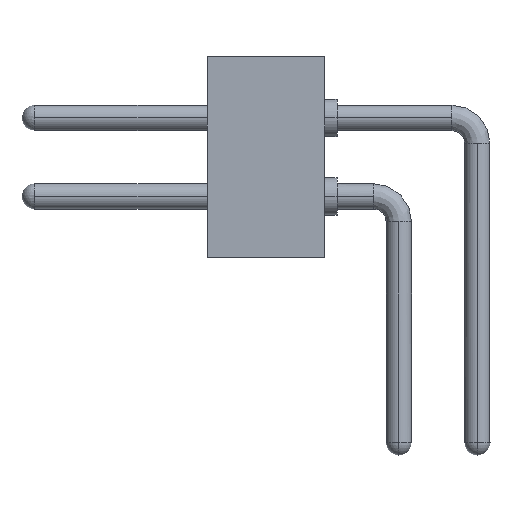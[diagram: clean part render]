
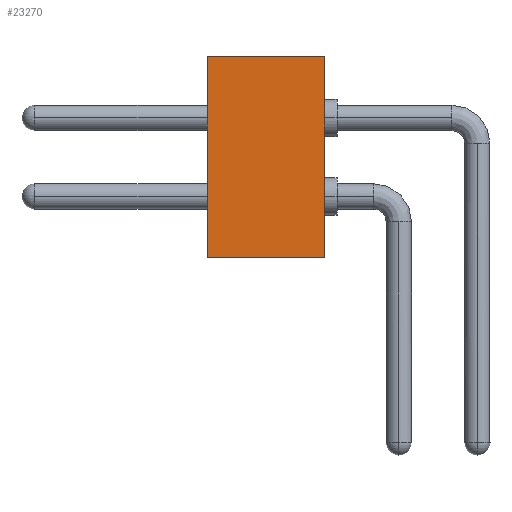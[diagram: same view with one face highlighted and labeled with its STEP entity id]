
A CAD part, left-side view. The second image highlights one B-rep face of the part: STEP entity #23270.
In plain terms, the highlighted planar face has unit normal (-1, 0, 0).
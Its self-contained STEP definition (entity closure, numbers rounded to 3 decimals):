
#23128=CARTESIAN_POINT('',(-16.08,3.735,3.25));
#23129=VERTEX_POINT('',#23128);
#23130=CARTESIAN_POINT('',(-16.08,1.835,3.25));
#23131=VERTEX_POINT('',#23130);
#23132=CARTESIAN_POINT('',(-16.08,3.735,3.25));
#23133=DIRECTION('',(0.0,-1.0,0.0));
#23134=VECTOR('',#23133,1.9);
#23135=LINE('',#23132,#23134);
#23136=EDGE_CURVE('',#23129,#23131,#23135,.T.);
#23168=CARTESIAN_POINT('',(-16.08,1.835,0.0));
#23169=VERTEX_POINT('',#23168);
#23170=CARTESIAN_POINT('',(-16.08,3.735,0.0));
#23171=VERTEX_POINT('',#23170);
#23172=CARTESIAN_POINT('',(-16.08,1.835,0.0));
#23173=DIRECTION('',(0.0,1.0,0.0));
#23174=VECTOR('',#23173,1.9);
#23175=LINE('',#23172,#23174);
#23176=EDGE_CURVE('',#23169,#23171,#23175,.T.);
#23215=CARTESIAN_POINT('',(-16.08,3.735,3.25));
#23216=DIRECTION('',(0.0,0.0,-1.0));
#23217=VECTOR('',#23216,3.25);
#23218=LINE('',#23215,#23217);
#23219=EDGE_CURVE('',#23129,#23171,#23218,.T.);
#23247=CARTESIAN_POINT('',(-16.08,1.835,3.25));
#23248=DIRECTION('',(0.0,0.0,-1.0));
#23249=VECTOR('',#23248,3.25);
#23250=LINE('',#23247,#23249);
#23251=EDGE_CURVE('',#23131,#23169,#23250,.T.);
#23259=CARTESIAN_POINT('',(-16.08,2.785,1.625));
#23260=DIRECTION('',(1.0,0.0,0.0));
#23261=DIRECTION('',(0.0,0.0,1.0));
#23262=AXIS2_PLACEMENT_3D('',#23259,#23260,#23261);
#23263=PLANE('',#23262);
#23264=ORIENTED_EDGE('',*,*,#23219,.T.);
#23265=ORIENTED_EDGE('',*,*,#23176,.F.);
#23266=ORIENTED_EDGE('',*,*,#23251,.F.);
#23267=ORIENTED_EDGE('',*,*,#23136,.F.);
#23268=EDGE_LOOP('',(#23264,#23265,#23266,#23267));
#23269=FACE_OUTER_BOUND('',#23268,.T.);
#23270=ADVANCED_FACE('',(#23269),#23263,.F.);
